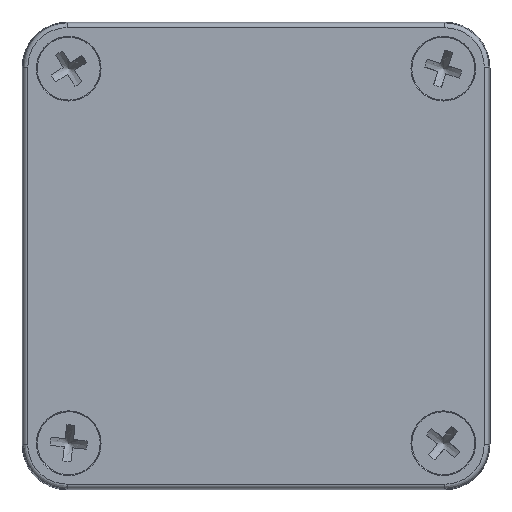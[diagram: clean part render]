
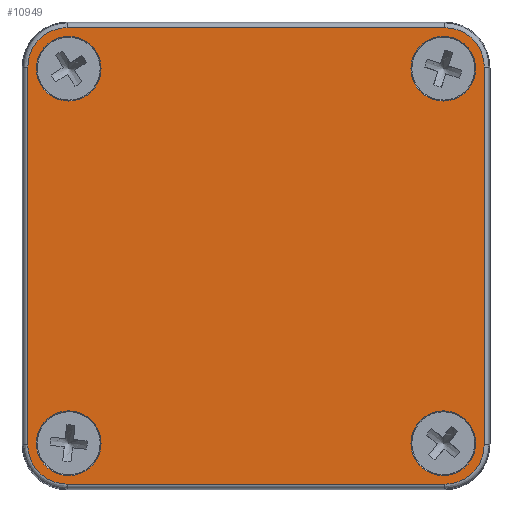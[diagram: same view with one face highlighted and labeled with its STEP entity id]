
A CAD part, top view. The second image highlights one B-rep face of the part: STEP entity #10949.
In plain terms, the highlighted planar face has unit normal (0, 0, 1).
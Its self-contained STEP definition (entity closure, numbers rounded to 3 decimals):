
#10225=CARTESIAN_POINT('',(23.75,-20.25,4.0));
#10226=VERTEX_POINT('',#10225);
#10227=CARTESIAN_POINT('',(20.25,-20.25,4.0));
#10228=DIRECTION('',(0.0,0.0,-1.0));
#10229=DIRECTION('',(1.0,0.0,0.0));
#10230=AXIS2_PLACEMENT_3D('',#10227,#10228,#10229);
#10231=CIRCLE('',#10230,3.5);
#10232=EDGE_CURVE('',#10226,#10226,#10231,.T.);
#10273=CARTESIAN_POINT('',(-16.75,20.25,4.0));
#10274=VERTEX_POINT('',#10273);
#10275=CARTESIAN_POINT('',(-20.25,20.25,4.0));
#10276=DIRECTION('',(0.0,0.0,-1.0));
#10277=DIRECTION('',(1.0,0.0,0.0));
#10278=AXIS2_PLACEMENT_3D('',#10275,#10276,#10277);
#10279=CIRCLE('',#10278,3.5);
#10280=EDGE_CURVE('',#10274,#10274,#10279,.T.);
#10321=CARTESIAN_POINT('',(23.75,20.25,4.0));
#10322=VERTEX_POINT('',#10321);
#10323=CARTESIAN_POINT('',(20.25,20.25,4.0));
#10324=DIRECTION('',(0.0,0.0,-1.0));
#10325=DIRECTION('',(1.0,0.0,0.0));
#10326=AXIS2_PLACEMENT_3D('',#10323,#10324,#10325);
#10327=CIRCLE('',#10326,3.5);
#10328=EDGE_CURVE('',#10322,#10322,#10327,.T.);
#10369=CARTESIAN_POINT('',(-16.75,-20.25,4.0));
#10370=VERTEX_POINT('',#10369);
#10371=CARTESIAN_POINT('',(-20.25,-20.25,4.0));
#10372=DIRECTION('',(0.0,0.0,-1.0));
#10373=DIRECTION('',(1.0,0.0,0.0));
#10374=AXIS2_PLACEMENT_3D('',#10371,#10372,#10373);
#10375=CIRCLE('',#10374,3.5);
#10376=EDGE_CURVE('',#10370,#10370,#10375,.T.);
#10440=CARTESIAN_POINT('',(-20.422,24.67,4.0));
#10441=VERTEX_POINT('',#10440);
#10458=CARTESIAN_POINT('',(-24.67,20.422,4.0));
#10459=VERTEX_POINT('',#10458);
#10467=CARTESIAN_POINT('',(-20.419,20.419,4.0));
#10468=DIRECTION('',(0.0,0.0,-1.0));
#10469=DIRECTION('',(-0.707,0.707,0.0));
#10470=AXIS2_PLACEMENT_3D('',#10467,#10468,#10469);
#10471=ELLIPSE('',#10470,4.252,4.25);
#10472=EDGE_CURVE('',#10459,#10441,#10471,.T.);
#10537=CARTESIAN_POINT('',(-24.67,-20.422,4.0));
#10538=VERTEX_POINT('',#10537);
#10555=CARTESIAN_POINT('',(-20.422,-24.67,4.0));
#10556=VERTEX_POINT('',#10555);
#10564=CARTESIAN_POINT('',(-20.419,-20.419,4.0));
#10565=DIRECTION('',(0.0,0.0,-1.0));
#10566=DIRECTION('',(-0.707,-0.707,0.0));
#10567=AXIS2_PLACEMENT_3D('',#10564,#10565,#10566);
#10568=ELLIPSE('',#10567,4.252,4.25);
#10569=EDGE_CURVE('',#10556,#10538,#10568,.T.);
#10634=CARTESIAN_POINT('',(24.67,20.422,4.0));
#10635=VERTEX_POINT('',#10634);
#10652=CARTESIAN_POINT('',(20.422,24.67,4.0));
#10653=VERTEX_POINT('',#10652);
#10661=CARTESIAN_POINT('',(20.419,20.419,4.0));
#10662=DIRECTION('',(0.0,0.0,-1.0));
#10663=DIRECTION('',(0.707,0.707,0.0));
#10664=AXIS2_PLACEMENT_3D('',#10661,#10662,#10663);
#10665=ELLIPSE('',#10664,4.252,4.25);
#10666=EDGE_CURVE('',#10653,#10635,#10665,.T.);
#10716=CARTESIAN_POINT('',(-20.422,24.67,4.0));
#10717=DIRECTION('',(1.0,0.0,0.0));
#10718=VECTOR('',#10717,40.843);
#10719=LINE('',#10716,#10718);
#10720=EDGE_CURVE('',#10441,#10653,#10719,.T.);
#10753=CARTESIAN_POINT('',(20.422,-24.67,4.0));
#10754=VERTEX_POINT('',#10753);
#10771=CARTESIAN_POINT('',(24.67,-20.422,4.0));
#10772=VERTEX_POINT('',#10771);
#10780=CARTESIAN_POINT('',(20.419,-20.419,4.0));
#10781=DIRECTION('',(0.0,0.0,-1.0));
#10782=DIRECTION('',(0.707,-0.707,0.0));
#10783=AXIS2_PLACEMENT_3D('',#10780,#10781,#10782);
#10784=ELLIPSE('',#10783,4.252,4.25);
#10785=EDGE_CURVE('',#10772,#10754,#10784,.T.);
#10835=CARTESIAN_POINT('',(24.67,20.422,4.0));
#10836=DIRECTION('',(0.0,-1.0,0.0));
#10837=VECTOR('',#10836,40.843);
#10838=LINE('',#10835,#10837);
#10839=EDGE_CURVE('',#10635,#10772,#10838,.T.);
#10857=CARTESIAN_POINT('',(20.422,-24.67,4.0));
#10858=DIRECTION('',(-1.0,0.0,0.0));
#10859=VECTOR('',#10858,40.843);
#10860=LINE('',#10857,#10859);
#10861=EDGE_CURVE('',#10754,#10556,#10860,.T.);
#10879=CARTESIAN_POINT('',(-24.67,-20.422,4.0));
#10880=DIRECTION('',(0.0,1.0,0.0));
#10881=VECTOR('',#10880,40.843);
#10882=LINE('',#10879,#10881);
#10883=EDGE_CURVE('',#10538,#10459,#10882,.T.);
#10922=CARTESIAN_POINT('',(0.0,0.,4.0));
#10923=DIRECTION('',(0.0,0.0,1.0));
#10924=DIRECTION('',(1.0,0.0,0.0));
#10925=AXIS2_PLACEMENT_3D('',#10922,#10923,#10924);
#10926=PLANE('',#10925);
#10927=ORIENTED_EDGE('',*,*,#10785,.F.);
#10928=ORIENTED_EDGE('',*,*,#10839,.F.);
#10929=ORIENTED_EDGE('',*,*,#10666,.F.);
#10930=ORIENTED_EDGE('',*,*,#10720,.F.);
#10931=ORIENTED_EDGE('',*,*,#10472,.F.);
#10932=ORIENTED_EDGE('',*,*,#10883,.F.);
#10933=ORIENTED_EDGE('',*,*,#10569,.F.);
#10934=ORIENTED_EDGE('',*,*,#10861,.F.);
#10935=EDGE_LOOP('',(#10927,#10928,#10929,#10930,#10931,#10932,#10933,#10934));
#10936=FACE_OUTER_BOUND('',#10935,.T.);
#10937=ORIENTED_EDGE('',*,*,#10232,.T.);
#10938=EDGE_LOOP('',(#10937));
#10939=FACE_BOUND('',#10938,.T.);
#10940=ORIENTED_EDGE('',*,*,#10280,.T.);
#10941=EDGE_LOOP('',(#10940));
#10942=FACE_BOUND('',#10941,.T.);
#10943=ORIENTED_EDGE('',*,*,#10328,.T.);
#10944=EDGE_LOOP('',(#10943));
#10945=FACE_BOUND('',#10944,.T.);
#10946=ORIENTED_EDGE('',*,*,#10376,.T.);
#10947=EDGE_LOOP('',(#10946));
#10948=FACE_BOUND('',#10947,.T.);
#10949=ADVANCED_FACE('',(#10936,#10939,#10942,#10945,#10948),#10926,.T.);
